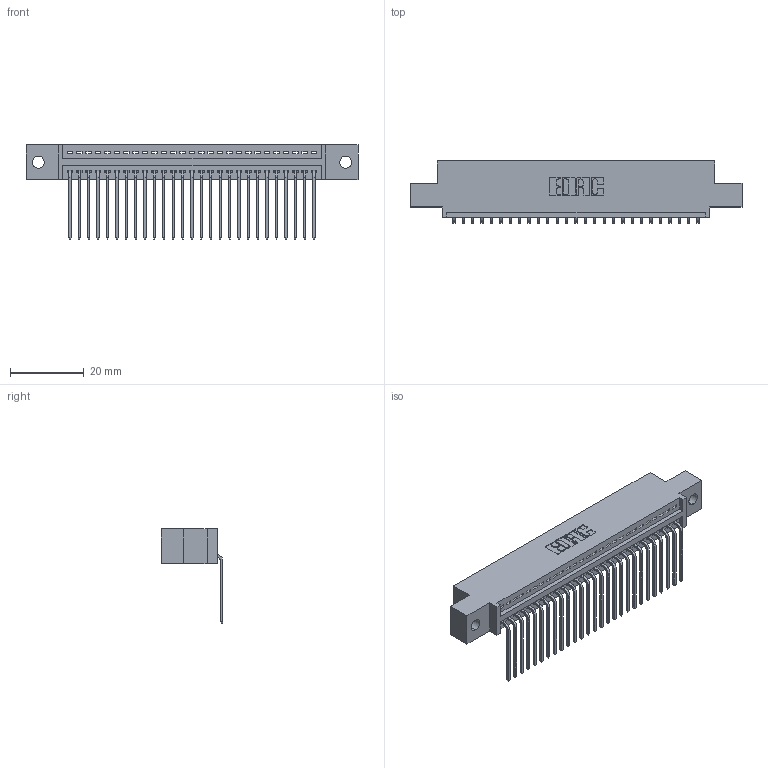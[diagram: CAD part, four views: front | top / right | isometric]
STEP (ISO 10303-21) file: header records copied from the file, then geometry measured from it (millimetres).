
FILE_DESCRIPTION (( 'STEP AP203' ), '1' );
FILE_NAME ('345-027-559-402.STEP', '2019-10-07T04:38:08', ( '' ), ( '' ), 'SwSTEP 2.0', 'SolidWorks 2016', '' );
FILE_SCHEMA (( 'CONFIG_CONTROL_DESIGN' ));
Length unit declared in the file: inch
Products named in the file (3): 345 Part_0.110 Offset - 0.128 Dia; 345-027-559-402; 345-292-001_558 559 Tail - 1
Assembly tree (28 placements, depth 2):
  345-027-559-402
    345 Part_0.110 Offset - 0.128 Dia
    345-292-001_558 559 Tail - 1  x27
Bounding box: 89.79 x 16.75 x 25.53 mm (x, y, z)
Volume: 8385.3 mm3; surface area: 11278.4 mm2
Topology: 28 solids, 28 shells, 1750 faces, 5267 edges, 3474 vertices
Faces by surface type: plane 1218, cylinder 532
Entity records: 22559 total; most frequent: CARTESIAN_POINT 3917, ORIENTED_EDGE 3878, DIRECTION 3441, EDGE_CURVE 1939, VECTOR 1699, LINE 1699, VERTEX_POINT 1290, AXIS2_PLACEMENT_3D 871
